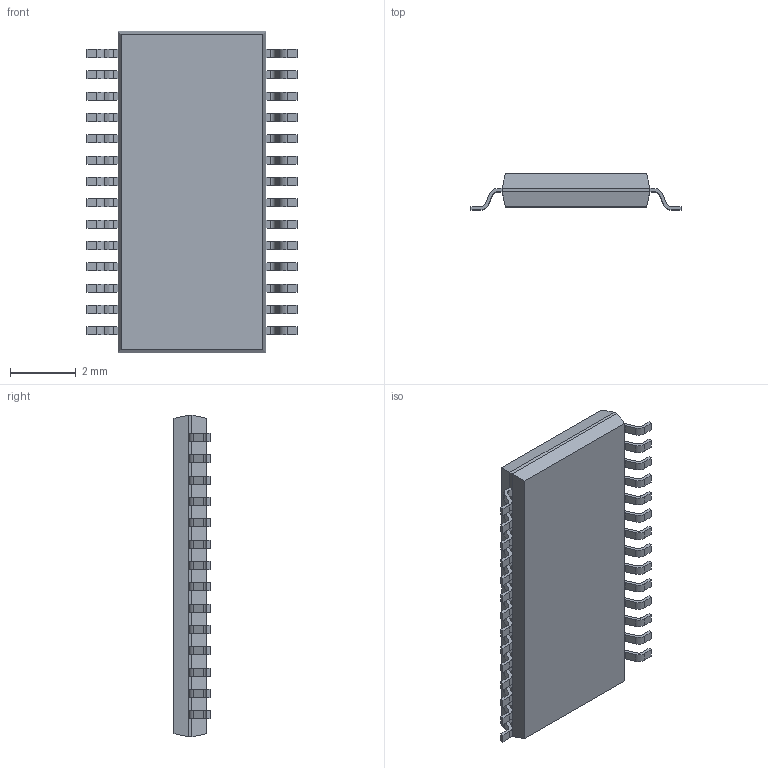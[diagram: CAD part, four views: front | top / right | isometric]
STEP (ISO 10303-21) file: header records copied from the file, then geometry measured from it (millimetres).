
FILE_DESCRIPTION (( 'STEP AP214' ), '1' );
FILE_NAME ('User Library-TSSOP-28 9.8x4.4.STEP', '2010-08-10T12:38:58', ( 'SysAdmin' ), ( 'SolidWorks' ), 'SwSTEP 2.0', 'SolidWorks 2010', '' );
FILE_SCHEMA (( 'AUTOMOTIVE_DESIGN' ));
Length unit declared in the file: millimetre
Products named in the file (3): User Library-TSSOP-28 9.8x4.4_pin_TSSOP_tssop_1; User Library-TSSOP-28 9.8x4.4_body_TSSOP_TSSOP_9.8x4.5_1; User Library-TSSOP-28 9.8x4.4
Assembly tree (29 placements, depth 2):
  User Library-TSSOP-28 9.8x4.4
    User Library-TSSOP-28 9.8x4.4_pin_TSSOP_tssop_1  x28
    User Library-TSSOP-28 9.8x4.4_body_TSSOP_TSSOP_9.8x4.5_1
Bounding box: 6.4 x 1.1 x 9.8 mm (x, y, z)
Volume: 43.7 mm3; surface area: 137.7 mm2
Topology: 29 solids, 29 shells, 409 faces, 1042 edges, 692 vertices
Faces by surface type: plane 295, cylinder 114
Entity records: 1519 total; most frequent: DIRECTION 208, CARTESIAN_POINT 177, ORIENTED_EDGE 140, AXIS2_PLACEMENT_3D 75, EDGE_CURVE 70, LINE 58, VECTOR 58, VERTEX_POINT 44
